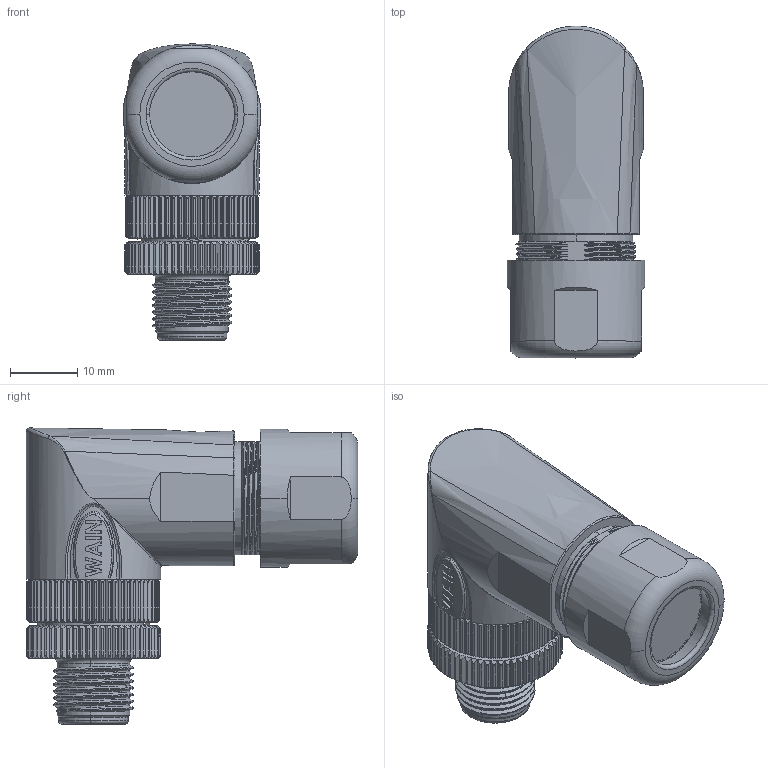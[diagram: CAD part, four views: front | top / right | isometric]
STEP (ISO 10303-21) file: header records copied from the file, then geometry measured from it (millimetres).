
FILE_DESCRIPTION((''),'2;1');
FILE_NAME('3D_1630055112001_M12-M05A-S-D6-','2024-03-18T',('12262'),(''),'PRO/ENGINEER BY PARAMETRIC TECHNOLOGY CORPORATION, 2012480','PRO/ENGINEER BY PARAMETRIC TECHNOLOGY CORPORATION, 2012480','');
FILE_SCHEMA(('CONFIG_CONTROL_DESIGN'));
Products named in the file (1): 3D_1630055112001_M12-M05A-S-D6-
Bounding box: 20.5 x 49.3 x 44 mm (x, y, z)
Volume: 18604.5 mm3; surface area: 14770.7 mm2
Topology: 1 solids, 14 shells, 2457 faces, 6662 edges, 4250 vertices
Faces by surface type: cylinder 677, plane 665, bspline 440, cone 339, torus 203, sphere 88, extrusion 45
Entity records: 117887 total; most frequent: CARTESIAN_POINT 62020, ORIENTED_EDGE 13308, DIRECTION 9418, EDGE_CURVE 6654, VERTEX_POINT 4250, AXIS2_PLACEMENT_3D 3792, B_SPLINE_CURVE_WITH_KNOTS 3090, EDGE_LOOP 2542
